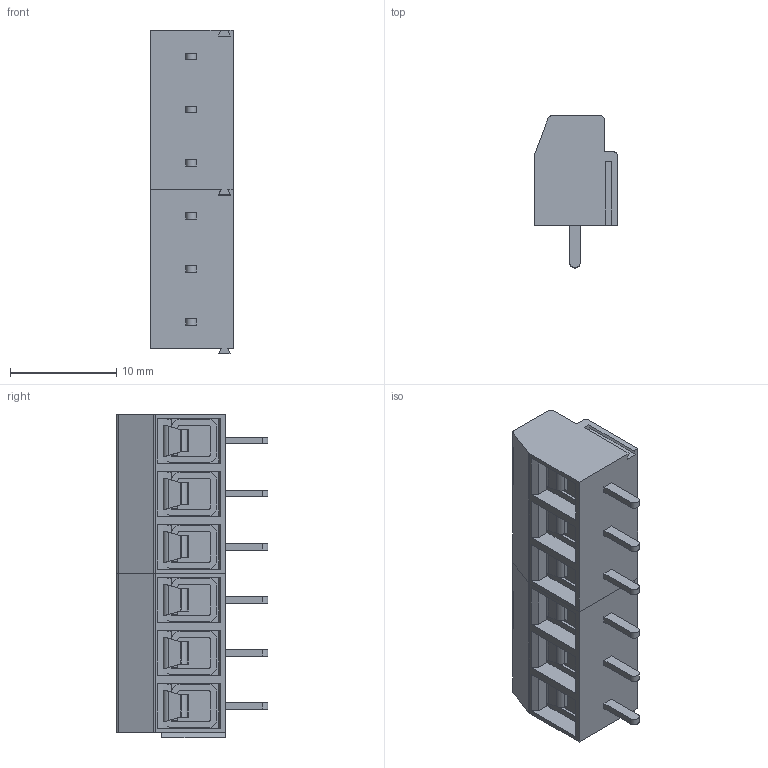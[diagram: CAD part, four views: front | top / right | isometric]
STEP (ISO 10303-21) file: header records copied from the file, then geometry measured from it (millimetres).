
FILE_DESCRIPTION (( 'STEP AP214' ), '1' );
FILE_NAME ('CUI_DEVICES_TB003-500-P06BE.step', '2019-10-21T07:26:52', ( '' ), ( '' ), 'SwSTEP 2.0', 'SolidWorks 2019', '' );
FILE_SCHEMA (( 'AUTOMOTIVE_DESIGN' ));
Length unit declared in the file: millimetre
Products named in the file (2): TB003-500-03P_Blue - P; CUI_DEVICES_TB003-500-P06BE
Assembly tree (2 placements, depth 2):
  CUI_DEVICES_TB003-500-P06BE
    TB003-500-03P_Blue - P  x2
Bounding box: 7.8 x 14.3 x 30.5 mm (x, y, z)
Volume: 1926.4 mm3; surface area: 2099.7 mm2
Topology: 8 solids, 8 shells, 492 faces, 1332 edges, 880 vertices
Faces by surface type: plane 328, cylinder 116, torus 24, cone 12, bspline 12
Entity records: 9244 total; most frequent: CARTESIAN_POINT 2428, ORIENTED_EDGE 1332, DIRECTION 1233, EDGE_CURVE 666, VECTOR 463, LINE 463, VERTEX_POINT 440, AXIS2_PLACEMENT_3D 385
